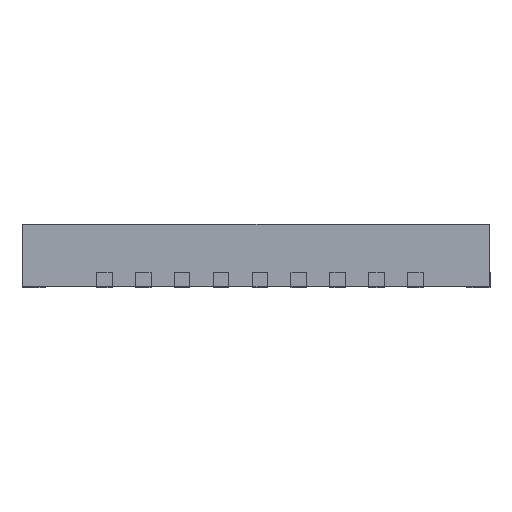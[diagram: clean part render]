
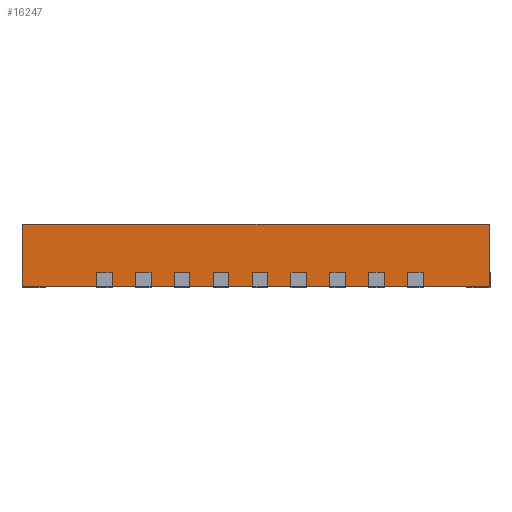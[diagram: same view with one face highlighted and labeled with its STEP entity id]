
A CAD part, left-side view. The second image highlights one B-rep face of the part: STEP entity #16247.
In plain terms, the highlighted planar face has unit normal (-1, 0, 0).
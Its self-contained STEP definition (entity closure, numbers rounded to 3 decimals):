
#1095 = CARTESIAN_POINT ( 'NONE',  ( -3., -3., 0.8 ) ) ;
#1308 = CARTESIAN_POINT ( 'NONE',  ( -3., 3., 0.8 ) ) ;
#3388 = ORIENTED_EDGE ( 'NONE', *, *, #17026, .F. ) ;
#4008 = VECTOR ( 'NONE', #25190, 1000. ) ;
#7117 = VERTEX_POINT ( 'NONE', #1308 ) ;
#7643 = EDGE_CURVE ( 'NONE', #7117, #9915, #20713, .T. ) ;
#7877 = PLANE ( 'NONE',  #18452 ) ;
#9742 = EDGE_LOOP ( 'NONE', ( #25734, #3388, #19651, #28308 ) ) ;
#9915 = VERTEX_POINT ( 'NONE', #1095 ) ;
#10041 = FACE_OUTER_BOUND ( 'NONE', #9742, .T. ) ;
#10664 = LINE ( 'NONE', #29216, #4008 ) ;
#14029 = CARTESIAN_POINT ( 'NONE',  ( -3., -3., 0.8 ) ) ;
#16103 = EDGE_CURVE ( 'NONE', #7117, #25907, #16952, .T. ) ;
#16247 = ADVANCED_FACE ( 'NONE', ( #10041 ), #7877, .F. ) ;
#16952 = LINE ( 'NONE', #21614, #19412 ) ;
#17026 = EDGE_CURVE ( 'NONE', #9915, #24694, #10664, .T. ) ;
#17400 = CARTESIAN_POINT ( 'NONE',  ( -3., -3., 0.8 ) ) ;
#18452 = AXIS2_PLACEMENT_3D ( 'NONE', #17400, #24718, #21918 ) ;
#18529 = DIRECTION ( 'NONE',  ( 0., -1., 0. ) ) ;
#18859 = VECTOR ( 'NONE', #18529, 1000. ) ;
#19254 = CARTESIAN_POINT ( 'NONE',  ( -3., -3., 0. ) ) ;
#19412 = VECTOR ( 'NONE', #26436, 1000. ) ;
#19651 = ORIENTED_EDGE ( 'NONE', *, *, #7643, .F. ) ;
#19847 = DIRECTION ( 'NONE',  ( 0., -1., 0. ) ) ;
#20713 = LINE ( 'NONE', #14029, #18859 ) ;
#21423 = EDGE_CURVE ( 'NONE', #25907, #24694, #24689, .T. ) ;
#21614 = CARTESIAN_POINT ( 'NONE',  ( -3., 3., 0.8 ) ) ;
#21918 = DIRECTION ( 'NONE',  ( 0., 0., -1. ) ) ;
#22001 = CARTESIAN_POINT ( 'NONE',  ( -3., 3., 0. ) ) ;
#22770 = VECTOR ( 'NONE', #19847, 1000. ) ;
#24528 = CARTESIAN_POINT ( 'NONE',  ( -3., -3., 0. ) ) ;
#24689 = LINE ( 'NONE', #24528, #22770 ) ;
#24694 = VERTEX_POINT ( 'NONE', #19254 ) ;
#24718 = DIRECTION ( 'NONE',  ( 1., 0., 0. ) ) ;
#25190 = DIRECTION ( 'NONE',  ( 0., 0., -1. ) ) ;
#25734 = ORIENTED_EDGE ( 'NONE', *, *, #21423, .T. ) ;
#25907 = VERTEX_POINT ( 'NONE', #22001 ) ;
#26436 = DIRECTION ( 'NONE',  ( 0., 0., -1. ) ) ;
#28308 = ORIENTED_EDGE ( 'NONE', *, *, #16103, .T. ) ;
#29216 = CARTESIAN_POINT ( 'NONE',  ( -3., -3., 0.8 ) ) ;
